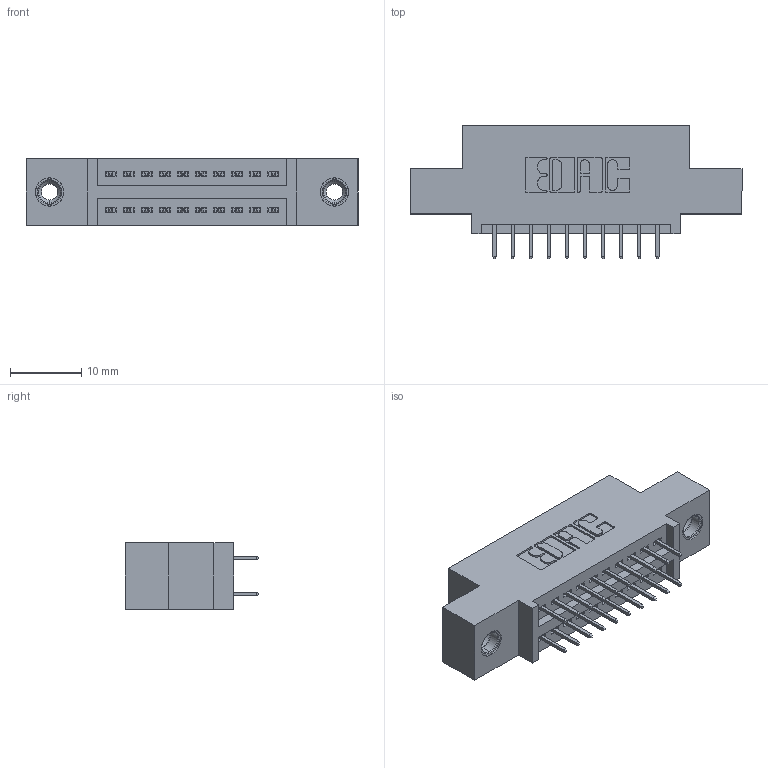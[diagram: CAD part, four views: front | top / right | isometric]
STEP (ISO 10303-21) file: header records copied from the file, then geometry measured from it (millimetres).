
FILE_DESCRIPTION (( 'STEP AP203' ), '1' );
FILE_NAME ('845-020-525-508.STEP', '2020-09-22T20:09:04', ( '' ), ( '' ), 'SwSTEP 2.0', 'SolidWorks 2020', '' );
FILE_SCHEMA (( 'CONFIG_CONTROL_DESIGN' ));
Length unit declared in the file: inch
Products named in the file (4): 845-020-525-508; 845 Part_0.110 Offset - 0.156 Dia-TI; 345-250-001_345-250-003-102; 345-292-001_345-293-125
Assembly tree (23 placements, depth 2):
  845-020-525-508
    845 Part_0.110 Offset - 0.156 Dia-TI
    345-292-001_345-293-125  x20
    345-250-001_345-250-003-102  x2
Bounding box: 46.61 x 18.72 x 9.4 mm (x, y, z)
Volume: 4117.8 mm3; surface area: 5474.1 mm2
Topology: 23 solids, 23 shells, 1270 faces, 3549 edges, 2278 vertices
Faces by surface type: plane 896, cylinder 358, cone 12, torus 4
Entity records: 13546 total; most frequent: CARTESIAN_POINT 2283, ORIENTED_EDGE 2210, DIRECTION 2079, EDGE_CURVE 1105, LINE 917, VECTOR 917, VERTEX_POINT 728, AXIS2_PLACEMENT_3D 581
